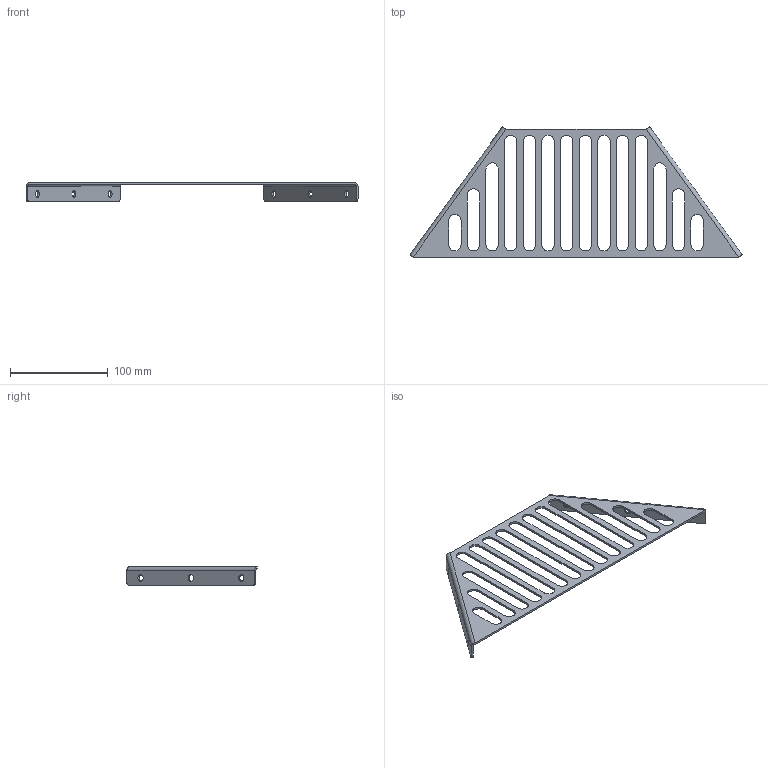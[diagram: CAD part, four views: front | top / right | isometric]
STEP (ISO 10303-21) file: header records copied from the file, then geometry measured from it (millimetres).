
FILE_DESCRIPTION (( 'STEP AP203' ), '1' );
FILE_NAME ('2224304033_Default_sldprt.STEP', '2023-01-20T01:27:23', ( '' ), ( '' ), 'SwSTEP 2.0', 'SolidWorks 2022', '' );
FILE_SCHEMA (( 'CONFIG_CONTROL_DESIGN' ));
Length unit declared in the file: inch
Products named in the file (1): 2224304033_Default_sldprt
Bounding box: 339.41 x 133.1 x 19.05 mm (x, y, z)
Volume: 42612.7 mm3; surface area: 49770.7 mm2
Topology: 1 solids, 1 shells, 94 faces, 260 edges, 168 vertices
Faces by surface type: cylinder 48, plane 46
Entity records: 3171 total; most frequent: DIRECTION 546, CARTESIAN_POINT 523, ORIENTED_EDGE 520, EDGE_CURVE 260, AXIS2_PLACEMENT_3D 191, VERTEX_POINT 168, LINE 164, VECTOR 164
